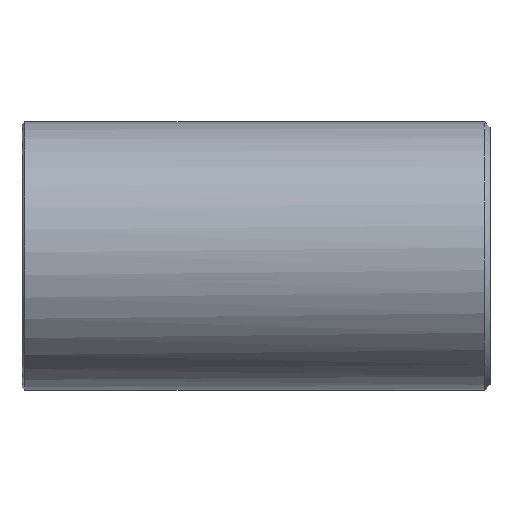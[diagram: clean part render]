
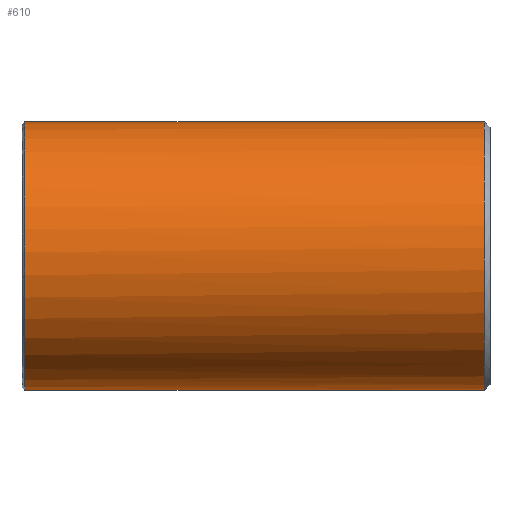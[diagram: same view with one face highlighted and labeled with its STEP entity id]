
A CAD part, front view. The second image highlights one B-rep face of the part: STEP entity #610.
In plain terms, the highlighted cylindrical face has radius 24.25 mm (diameter 48.5 mm), a partial arc.
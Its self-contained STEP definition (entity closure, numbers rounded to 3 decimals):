
#46=CIRCLE('',#673,24.25);
#47=CIRCLE('',#674,24.25);
#48=CIRCLE('',#675,24.25);
#49=CIRCLE('',#676,24.25);
#78=CYLINDRICAL_SURFACE('',#672,24.25);
#104=ORIENTED_EDGE('',*,*,#272,.F.);
#105=ORIENTED_EDGE('',*,*,#273,.T.);
#106=ORIENTED_EDGE('',*,*,#274,.T.);
#107=ORIENTED_EDGE('',*,*,#275,.T.);
#108=ORIENTED_EDGE('',*,*,#276,.T.);
#109=ORIENTED_EDGE('',*,*,#277,.T.);
#272=EDGE_CURVE('',#355,#356,#405,.T.);
#273=EDGE_CURVE('',#355,#357,#46,.F.);
#274=EDGE_CURVE('',#357,#358,#406,.T.);
#275=EDGE_CURVE('',#358,#359,#47,.T.);
#276=EDGE_CURVE('',#359,#360,#48,.T.);
#277=EDGE_CURVE('',#360,#356,#49,.T.);
#355=VERTEX_POINT('',#986);
#356=VERTEX_POINT('',#987);
#357=VERTEX_POINT('',#989);
#358=VERTEX_POINT('',#991);
#359=VERTEX_POINT('',#993);
#360=VERTEX_POINT('',#995);
#405=LINE('',#985,#452);
#406=LINE('',#990,#453);
#452=VECTOR('',#775,1000.);
#453=VECTOR('',#778,1000.);
#492=EDGE_LOOP('',(#104,#105,#106,#107,#108,#109));
#542=FACE_BOUND('',#492,.T.);
#610=ADVANCED_FACE('',(#542),#78,.T.);
#672=AXIS2_PLACEMENT_3D('',#984,#773,#774);
#673=AXIS2_PLACEMENT_3D('',#988,#776,#777);
#674=AXIS2_PLACEMENT_3D('',#992,#779,#780);
#675=AXIS2_PLACEMENT_3D('',#994,#781,#782);
#676=AXIS2_PLACEMENT_3D('',#996,#783,#784);
#773=DIRECTION('',(1.,0.,0.));
#774=DIRECTION('',(0.,0.,-1.));
#775=DIRECTION('',(1.,0.,0.));
#776=DIRECTION('',(-1.,0.,0.));
#777=DIRECTION('',(0.,0.,1.));
#778=DIRECTION('',(1.,0.,0.));
#779=DIRECTION('',(-1.,0.,0.));
#780=DIRECTION('',(0.,0.,1.));
#781=DIRECTION('',(-1.,0.,0.));
#782=DIRECTION('',(0.,0.,1.));
#783=DIRECTION('',(-1.,0.,0.));
#784=DIRECTION('',(0.,0.,1.));
#984=CARTESIAN_POINT('',(-35.074,-130.883,-13.25));
#985=CARTESIAN_POINT('',(-40.129,-130.883,11.));
#986=CARTESIAN_POINT('',(-39.629,-130.883,11.));
#987=CARTESIAN_POINT('',(43.371,-130.883,11.));
#988=CARTESIAN_POINT('',(-39.629,-130.883,-13.25));
#989=CARTESIAN_POINT('',(-39.629,-110.864,0.436));
#990=CARTESIAN_POINT('',(-35.074,-110.864,0.436));
#991=CARTESIAN_POINT('',(43.371,-110.864,0.436));
#992=CARTESIAN_POINT('',(43.371,-130.883,-13.25));
#993=CARTESIAN_POINT('',(43.371,-106.675,-11.822));
#994=CARTESIAN_POINT('',(43.371,-130.883,-13.25));
#995=CARTESIAN_POINT('',(43.371,-118.278,-33.967));
#996=CARTESIAN_POINT('',(43.371,-130.883,-13.25));
